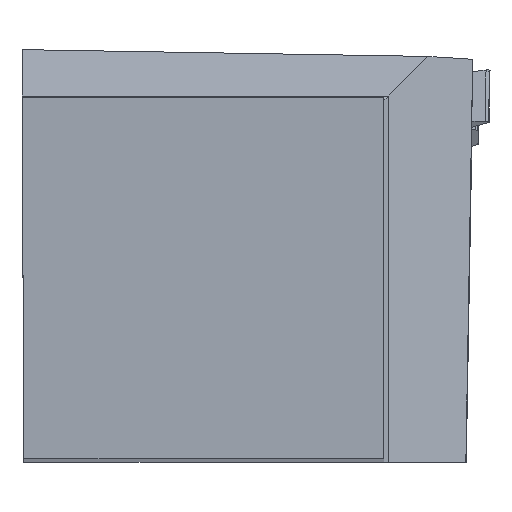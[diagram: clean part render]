
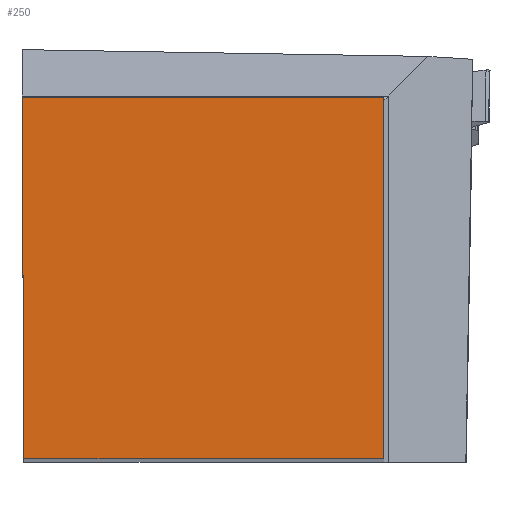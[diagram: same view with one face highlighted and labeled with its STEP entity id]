
A CAD part, top view. The second image highlights one B-rep face of the part: STEP entity #250.
In plain terms, the highlighted planar face has unit normal (0, 0, 1).
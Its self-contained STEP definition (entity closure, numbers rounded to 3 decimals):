
#250=ADVANCED_FACE('BLANK_BOXF006',(#376),#302,.F.);
#302=PLANE('',#1804);
#376=FACE_OUTER_BOUND('',#460,.T.);
#460=EDGE_LOOP('',(#883,#884,#885,#886));
#883=ORIENTED_EDGE('',*,*,#1296,.T.);
#884=ORIENTED_EDGE('',*,*,#1297,.T.);
#885=ORIENTED_EDGE('',*,*,#1298,.T.);
#886=ORIENTED_EDGE('',*,*,#1280,.T.);
#1070=VERTEX_POINT('',#3694);
#1071=VERTEX_POINT('',#3696);
#1082=VERTEX_POINT('',#3727);
#1083=VERTEX_POINT('',#3729);
#1280=EDGE_CURVE('',#1071,#1070,#1434,.T.);
#1296=EDGE_CURVE('',#1070,#1082,#1450,.T.);
#1297=EDGE_CURVE('',#1082,#1083,#1451,.T.);
#1298=EDGE_CURVE('',#1083,#1071,#1452,.T.);
#1434=LINE('',#3695,#1588);
#1450=LINE('',#3726,#1604);
#1451=LINE('',#3728,#1605);
#1452=LINE('',#3730,#1606);
#1588=VECTOR('',#2175,1.);
#1604=VECTOR('',#2199,1.);
#1605=VECTOR('',#2200,1.);
#1606=VECTOR('',#2201,1.);
#1804=AXIS2_PLACEMENT_3D('',#3731,#2202,#2203);
#2175=DIRECTION('',(1.,0.,0.));
#2199=DIRECTION('',(0.,1.,0.));
#2200=DIRECTION('',(-1.,0.,0.));
#2201=DIRECTION('',(0.004,-1.,0.));
#2202=DIRECTION('',(0.,0.,-1.));
#2203=DIRECTION('',(0.,-1.,0.));
#3694=CARTESIAN_POINT('',(39.85,0.,0.));
#3695=CARTESIAN_POINT('',(-251.35,0.,0.));
#3696=CARTESIAN_POINT('',(0.174,0.,0.));
#3726=CARTESIAN_POINT('',(39.85,-251.35,0.));
#3727=CARTESIAN_POINT('',(39.85,39.85,0.));
#3728=CARTESIAN_POINT('',(251.35,39.85,0.));
#3729=CARTESIAN_POINT('',(0.,39.85,0.));
#3730=CARTESIAN_POINT('',(-0.923,251.348,0.));
#3731=CARTESIAN_POINT('',(90.2,-5.,0.));
